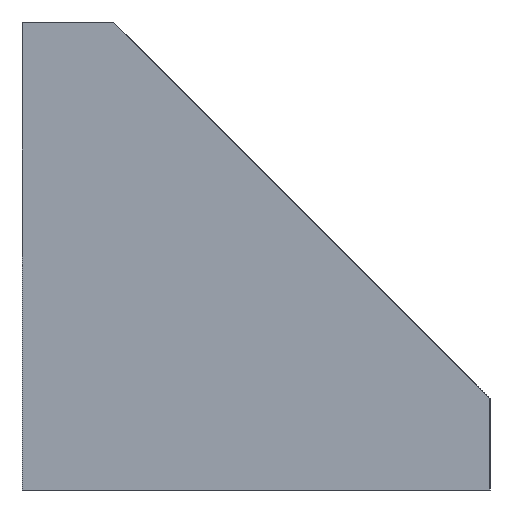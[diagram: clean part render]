
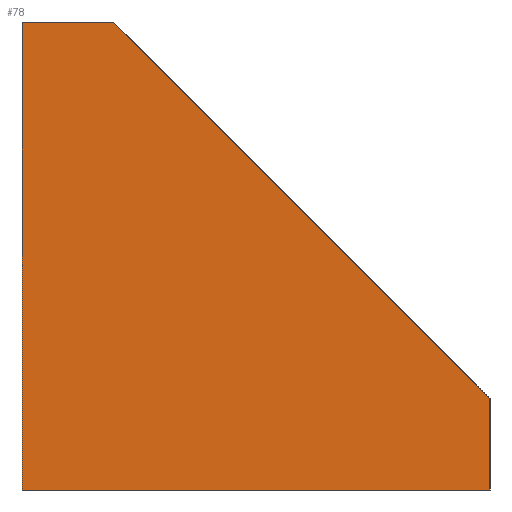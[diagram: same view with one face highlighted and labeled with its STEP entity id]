
A CAD part, left-side view. The second image highlights one B-rep face of the part: STEP entity #78.
In plain terms, the highlighted planar face has unit normal (-1, 0, 0).
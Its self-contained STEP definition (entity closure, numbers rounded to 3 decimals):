
#78=ADVANCED_FACE('',(#158),#159,.T.);
#158=FACE_OUTER_BOUND('',#234,.T.);
#159=PLANE('',#235);
#234=EDGE_LOOP('',(#400,#401,#402,#403,#404));
#235=AXIS2_PLACEMENT_3D('',#405,#406,#407);
#400=ORIENTED_EDGE('',*,*,#509,.T.);
#401=ORIENTED_EDGE('',*,*,#510,.T.);
#402=ORIENTED_EDGE('',*,*,#452,.T.);
#403=ORIENTED_EDGE('',*,*,#495,.F.);
#404=ORIENTED_EDGE('',*,*,#511,.F.);
#405=CARTESIAN_POINT('',(-14.0,0.0,0.0));
#406=DIRECTION('',(-1.0,0.,0.0));
#407=DIRECTION('',(0.0,0.0,1.0));
#452=EDGE_CURVE('',#534,#532,#535,.T.);
#495=EDGE_CURVE('',#601,#532,#602,.T.);
#509=EDGE_CURVE('',#619,#620,#621,.T.);
#510=EDGE_CURVE('',#620,#534,#622,.T.);
#511=EDGE_CURVE('',#619,#601,#623,.T.);
#532=VERTEX_POINT('',#649);
#534=VERTEX_POINT('',#652);
#535=LINE('',#653,#654);
#601=VERTEX_POINT('',#752);
#602=LINE('',#753,#754);
#619=VERTEX_POINT('',#779);
#620=VERTEX_POINT('',#780);
#621=LINE('',#781,#782);
#622=LINE('',#783,#784);
#623=LINE('',#785,#786);
#649=CARTESIAN_POINT('',(-14.0,0.0,0.0));
#652=CARTESIAN_POINT('',(-14.0,0.0,27.0));
#653=CARTESIAN_POINT('',(-14.0,0.0,27.0));
#654=VECTOR('',#804,27.0);
#752=CARTESIAN_POINT('',(-14.0,-27.0,0.0));
#753=CARTESIAN_POINT('',(-14.0,-27.0,0.0));
#754=VECTOR('',#837,27.0);
#779=CARTESIAN_POINT('',(-14.0,-27.0,5.3));
#780=CARTESIAN_POINT('',(-14.0,-5.3,27.0));
#781=CARTESIAN_POINT('',(-14.0,-27.0,5.3));
#782=VECTOR('',#846,30.688);
#783=CARTESIAN_POINT('',(-14.0,-5.3,27.0));
#784=VECTOR('',#847,5.3);
#785=CARTESIAN_POINT('',(-14.0,-27.0,5.3));
#786=VECTOR('',#848,5.3);
#804=DIRECTION('',(0.0,0.0,-1.0));
#837=DIRECTION('',(0.,1.0,0.0));
#846=DIRECTION('',(0.,0.707,0.707));
#847=DIRECTION('',(0.,1.0,0.0));
#848=DIRECTION('',(0.0,0.0,-1.0));
